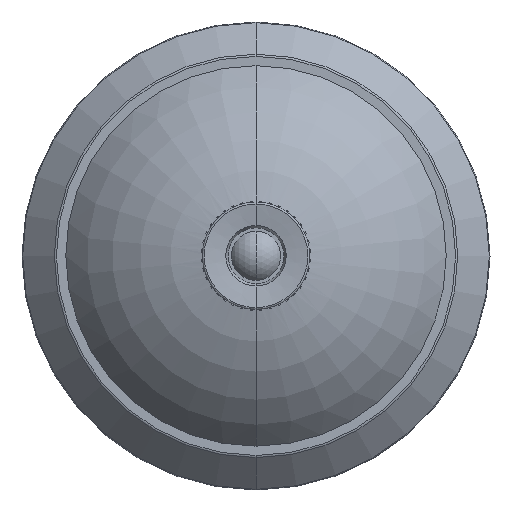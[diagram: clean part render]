
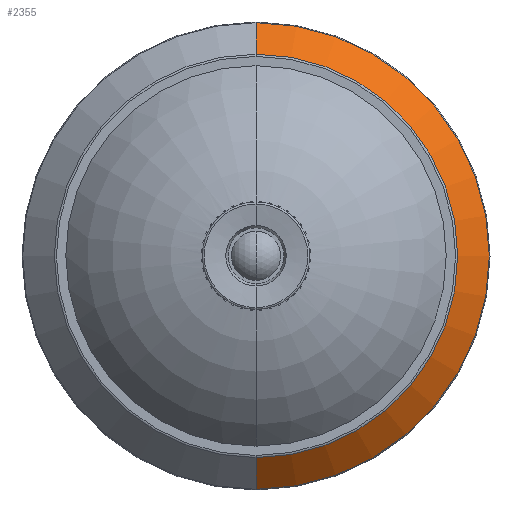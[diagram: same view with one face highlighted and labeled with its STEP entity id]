
A CAD part, top view. The second image highlights one B-rep face of the part: STEP entity #2355.
In plain terms, the highlighted conical face has half-angle 45.838 degrees and reference radius 154.545 mm.
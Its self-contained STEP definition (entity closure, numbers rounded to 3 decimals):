
#194 = CARTESIAN_POINT ( 'NONE',  ( 0., 0., 30.435 ) ) ;
#749 = DIRECTION ( 'NONE',  ( 0., -1., 0. ) ) ;
#917 = DIRECTION ( 'NONE',  ( 0., 0., -1. ) ) ;
#982 = LINE ( 'NONE', #2393, #5284 ) ;
#1313 = CARTESIAN_POINT ( 'NONE',  ( 0., 133.582, 30.435 ) ) ;
#1318 = CONICAL_SURFACE ( 'NONE', #5928, 154.545, 0.8 ) ;
#1355 = AXIS2_PLACEMENT_3D ( 'NONE', #6086, #2863, #6625 ) ;
#1424 = ORIENTED_EDGE ( 'NONE', *, *, #2708, .F. ) ;
#1933 = VERTEX_POINT ( 'NONE', #1313 ) ;
#1948 = EDGE_LOOP ( 'NONE', ( #5154, #5281, #3145, #1424 ) ) ;
#2341 = VERTEX_POINT ( 'NONE', #4091 ) ;
#2355 = ADVANCED_FACE ( 'NONE', ( #4326 ), #1318, .T. ) ;
#2393 = CARTESIAN_POINT ( 'NONE',  ( 0., 154.545, 10.076 ) ) ;
#2613 = EDGE_CURVE ( 'NONE', #2770, #2341, #2933, .T. ) ;
#2650 = EDGE_CURVE ( 'NONE', #3774, #2341, #5635, .T. ) ;
#2708 = EDGE_CURVE ( 'NONE', #1933, #3774, #982, .T. ) ;
#2770 = VERTEX_POINT ( 'NONE', #4034 ) ;
#2815 = CARTESIAN_POINT ( 'NONE',  ( 0., -154.545, 10.076 ) ) ;
#2863 = DIRECTION ( 'NONE',  ( 0., 0., -1. ) ) ;
#2933 = LINE ( 'NONE', #2815, #4339 ) ;
#3145 = ORIENTED_EDGE ( 'NONE', *, *, #2650, .F. ) ;
#3262 = AXIS2_PLACEMENT_3D ( 'NONE', #194, #3950, #749 ) ;
#3774 = VERTEX_POINT ( 'NONE', #4637 ) ;
#3950 = DIRECTION ( 'NONE',  ( 0., 0., -1. ) ) ;
#4034 = CARTESIAN_POINT ( 'NONE',  ( 0., -133.582, 30.435 ) ) ;
#4091 = CARTESIAN_POINT ( 'NONE',  ( 0., -154.545, 10.076 ) ) ;
#4113 = DIRECTION ( 'NONE',  ( 0., 1., 0. ) ) ;
#4326 = FACE_OUTER_BOUND ( 'NONE', #1948, .T. ) ;
#4339 = VECTOR ( 'NONE', #6037, 1000. ) ;
#4637 = CARTESIAN_POINT ( 'NONE',  ( 0., 154.545, 10.076 ) ) ;
#4692 = EDGE_CURVE ( 'NONE', #1933, #2770, #5164, .T. ) ;
#5154 = ORIENTED_EDGE ( 'NONE', *, *, #4692, .T. ) ;
#5164 = CIRCLE ( 'NONE', #3262, 133.582 ) ;
#5281 = ORIENTED_EDGE ( 'NONE', *, *, #2613, .T. ) ;
#5284 = VECTOR ( 'NONE', #6161, 1000. ) ;
#5635 = CIRCLE ( 'NONE', #1355, 154.545 ) ;
#5928 = AXIS2_PLACEMENT_3D ( 'NONE', #6822, #917, #4113 ) ;
#6037 = DIRECTION ( 'NONE',  ( 0., -0.717, -0.697 ) ) ;
#6086 = CARTESIAN_POINT ( 'NONE',  ( 0., 0., 10.076 ) ) ;
#6161 = DIRECTION ( 'NONE',  ( 0., 0.717, -0.697 ) ) ;
#6625 = DIRECTION ( 'NONE',  ( 0., 1., 0. ) ) ;
#6822 = CARTESIAN_POINT ( 'NONE',  ( 0., 0., 10.076 ) ) ;
